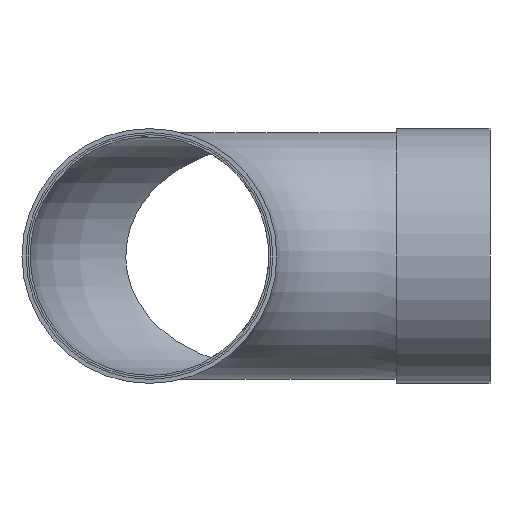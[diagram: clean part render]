
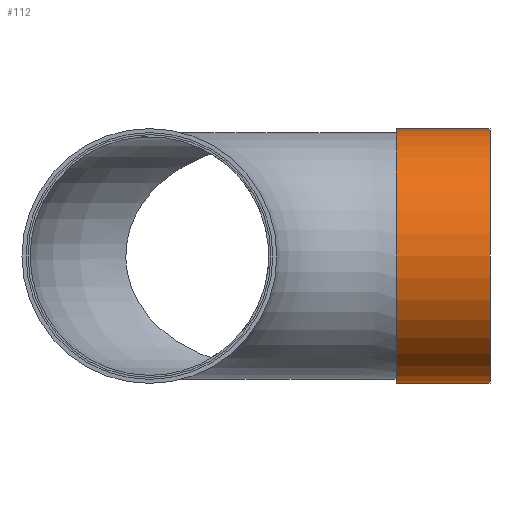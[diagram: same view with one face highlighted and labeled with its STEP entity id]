
A CAD part, left-side view. The second image highlights one B-rep face of the part: STEP entity #112.
In plain terms, the highlighted cylindrical face has radius 56.8 mm (diameter 113.6 mm), a full revolution.
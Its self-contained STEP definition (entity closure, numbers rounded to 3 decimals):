
#112 = ADVANCED_FACE( '', ( #231, #232 ), #233, .T. );
#231 = FACE_OUTER_BOUND( '', #337, .T. );
#232 = FACE_OUTER_BOUND( '', #338, .T. );
#233 = CYLINDRICAL_SURFACE( '', #339, 56.8 );
#337 = EDGE_LOOP( '', ( #483 ) );
#338 = EDGE_LOOP( '', ( #484 ) );
#339 = AXIS2_PLACEMENT_3D( '', #485, #486, #487 );
#483 = ORIENTED_EDGE( '', *, *, #517, .T. );
#484 = ORIENTED_EDGE( '', *, *, #538, .F. );
#485 = CARTESIAN_POINT( '', ( 0., 0., 0. ) );
#486 = DIRECTION( '', ( 0., 1., 0. ) );
#487 = DIRECTION( '', ( 0., 0., -1. ) );
#517 = EDGE_CURVE( '', #581, #581, #582, .T. );
#538 = EDGE_CURVE( '', #612, #612, #613, .T. );
#581 = VERTEX_POINT( '', #1165 );
#582 = CIRCLE( '', #1166, 56.8 );
#612 = VERTEX_POINT( '', #1396 );
#613 = CIRCLE( '', #1397, 56.8 );
#1165 = CARTESIAN_POINT( '', ( 0., 41.8, -56.8 ) );
#1166 = AXIS2_PLACEMENT_3D( '', #1435, #1436, #1437 );
#1396 = CARTESIAN_POINT( '', ( 0., 0., -56.8 ) );
#1397 = AXIS2_PLACEMENT_3D( '', #1465, #1466, #1467 );
#1435 = CARTESIAN_POINT( '', ( 0., 41.8, 0. ) );
#1436 = DIRECTION( '', ( 0., -1., 0. ) );
#1437 = DIRECTION( '', ( 0., 0., -1. ) );
#1465 = CARTESIAN_POINT( '', ( 0., 0., 0. ) );
#1466 = DIRECTION( '', ( 0., -1., 0. ) );
#1467 = DIRECTION( '', ( 0., 0., -1. ) );
